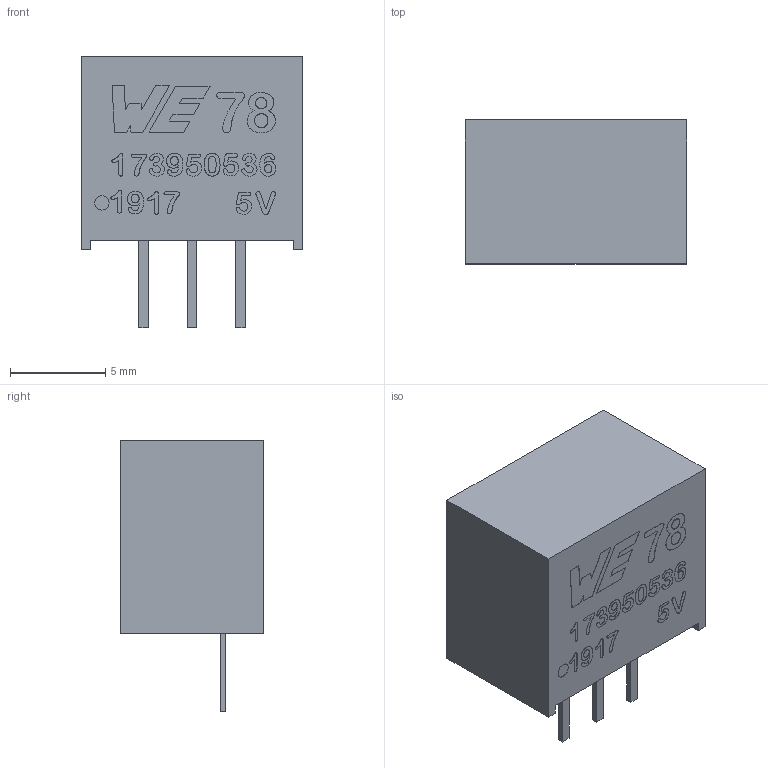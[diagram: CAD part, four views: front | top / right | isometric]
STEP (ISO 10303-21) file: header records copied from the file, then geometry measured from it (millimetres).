
FILE_DESCRIPTION(/* description */ ('Unknown'),/* implementation_level */ '2;1');
FILE_NAME(/* name */ '173950536',/* time_stamp */ '2024-09-25T18:54:13+02:00',/* author */ ('Unknown'),/* organization */ ('Unknown'),/* preprocessor_version */ 'ST-DEVELOPER v19.4',/* originating_system */ 'Solid Edge',/* authorisation */ 'Unknown');
FILE_SCHEMA (('AUTOMOTIVE_DESIGN {1 0 10303 214 3 1 1}'));
Products named in the file (1): 173950536
Bounding box: 11.6 x 7.55 x 14.26 mm (x, y, z)
Volume: 851.7 mm3; surface area: 584.5 mm2
Topology: 1 solids, 1 shells, 2234 faces, 6609 edges, 4406 vertices
Faces by surface type: plane 2233, cylinder 1
Full cylindrical faces by diameter (mm): 0.75 x1
Entity records: 88673 total; most frequent: CARTESIAN_POINT 13249, ORIENTED_EDGE 13216, DIRECTION 11080, EDGE_CURVE 6608, LINE 6606, VECTOR 6606, VERTEX_POINT 4406, EDGE_LOOP 2264
